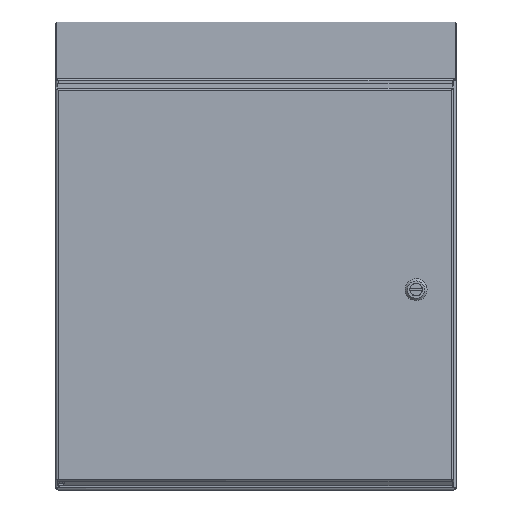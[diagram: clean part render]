
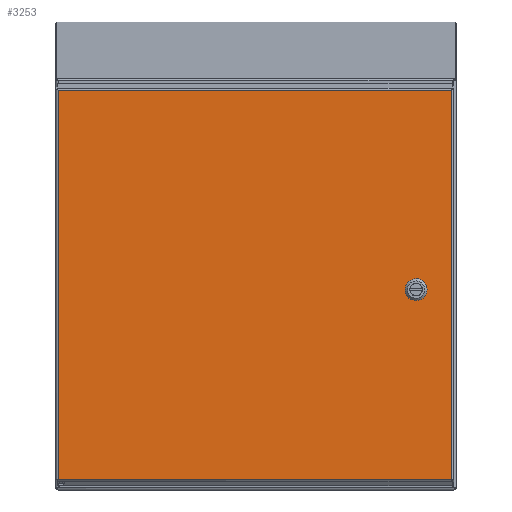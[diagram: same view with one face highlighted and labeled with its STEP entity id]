
A CAD part, top view. The second image highlights one B-rep face of the part: STEP entity #3253.
In plain terms, the highlighted planar face has unit normal (0, 0, 1).
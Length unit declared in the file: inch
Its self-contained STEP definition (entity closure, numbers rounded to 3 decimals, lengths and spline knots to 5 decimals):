
#385 = EDGE_LOOP ( 'NONE', ( #36509, #34289, #85723, #44627, #81746, #31907, #26636, #31228 ) ) ;
#589 = CARTESIAN_POINT ( 'NONE',  ( 9.77107, 8.30634, 8.8865 ) ) ;
#1586 = ORIENTED_EDGE ( 'NONE', *, *, #10480, .T. ) ;
#2958 = CARTESIAN_POINT ( 'NONE',  ( 7.78782, -1.26733, 8.8865 ) ) ;
#3253 = ADVANCED_FACE ( 'NONE', ( #48255, #55570 ), #40854, .T. ) ;
#3473 = CARTESIAN_POINT ( 'NONE',  ( 8.40082, -1.45327, 8.8865 ) ) ;
#5399 = CARTESIAN_POINT ( 'NONE',  ( 7.60182, -1.8804, 8.8865 ) ) ;
#5690 = CARTESIAN_POINT ( 'NONE',  ( -0.06118, -2.06633, 8.8865 ) ) ;
#6034 = EDGE_CURVE ( 'NONE', #68625, #85045, #54947, .T. ) ;
#6472 = CIRCLE ( 'NONE', #33730, 0.453 ) ;
#6507 = CARTESIAN_POINT ( 'NONE',  ( 8.00132, -1.66683, 8.8865 ) ) ;
#8364 = DIRECTION ( 'NONE',  ( -1., 0., 0. ) ) ;
#9170 = EDGE_CURVE ( 'NONE', #61708, #67643, #66040, .T. ) ;
#10480 = EDGE_CURVE ( 'NONE', #34162, #12883, #81116, .T. ) ;
#10787 = CARTESIAN_POINT ( 'NONE',  ( 7.60182, -1.41683, 8.8865 ) ) ;
#12655 = DIRECTION ( 'NONE',  ( -1., 0., 0. ) ) ;
#12883 = VERTEX_POINT ( 'NONE', #589 ) ;
#13848 = VERTEX_POINT ( 'NONE', #79482 ) ;
#15994 = CARTESIAN_POINT ( 'NONE',  ( 9.77107, -1.41683, 8.8865 ) ) ;
#18565 = CIRCLE ( 'NONE', #65023, 0.453 ) ;
#19567 = ORIENTED_EDGE ( 'NONE', *, *, #48805, .T. ) ;
#20200 = DIRECTION ( 'NONE',  ( 1., 0., 0. ) ) ;
#21394 = DIRECTION ( 'NONE',  ( -1., 0., 0. ) ) ;
#23261 = CIRCLE ( 'NONE', #27168, 0.453 ) ;
#23693 = DIRECTION ( 'NONE',  ( 0., -1., 0. ) ) ;
#23789 = VERTEX_POINT ( 'NONE', #5399 ) ;
#26109 = CARTESIAN_POINT ( 'NONE',  ( -0.06118, 8.30634, 8.8865 ) ) ;
#26214 = VECTOR ( 'NONE', #23693, 39.37008 ) ;
#26307 = VECTOR ( 'NONE', #41119, 39.37008 ) ;
#26636 = ORIENTED_EDGE ( 'NONE', *, *, #37389, .T. ) ;
#27168 = AXIS2_PLACEMENT_3D ( 'NONE', #6507, #47165, #12655 ) ;
#30535 = EDGE_CURVE ( 'NONE', #55629, #54816, #69984, .T. ) ;
#31228 = ORIENTED_EDGE ( 'NONE', *, *, #49000, .T. ) ;
#31871 = ORIENTED_EDGE ( 'NONE', *, *, #84609, .T. ) ;
#31907 = ORIENTED_EDGE ( 'NONE', *, *, #30535, .T. ) ;
#33730 = AXIS2_PLACEMENT_3D ( 'NONE', #66340, #65758, #86288 ) ;
#34162 = VERTEX_POINT ( 'NONE', #60771 ) ;
#34177 = CARTESIAN_POINT ( 'NONE',  ( 8.21488, -2.06633, 8.8865 ) ) ;
#34289 = ORIENTED_EDGE ( 'NONE', *, *, #9170, .T. ) ;
#34547 = LINE ( 'NONE', #34962, #64015 ) ;
#34962 = CARTESIAN_POINT ( 'NONE',  ( -0.06118, -11.14001, 8.8865 ) ) ;
#35075 = DIRECTION ( 'NONE',  ( 0., -1., 0. ) ) ;
#36509 = ORIENTED_EDGE ( 'NONE', *, *, #82537, .T. ) ;
#37297 = DIRECTION ( 'NONE',  ( 0., 1., 0. ) ) ;
#37389 = EDGE_CURVE ( 'NONE', #54816, #23789, #18565, .T. ) ;
#38756 = VECTOR ( 'NONE', #56143, 39.37008 ) ;
#38960 = LINE ( 'NONE', #42558, #26214 ) ;
#39209 = VECTOR ( 'NONE', #35075, 39.37008 ) ;
#40015 = LINE ( 'NONE', #26109, #26307 ) ;
#40854 = PLANE ( 'NONE',  #77773 ) ;
#41119 = DIRECTION ( 'NONE',  ( -1., 0., 0. ) ) ;
#41446 = CARTESIAN_POINT ( 'NONE',  ( -9.89343, 8.30634, 8.8865 ) ) ;
#41510 = CARTESIAN_POINT ( 'NONE',  ( 7.60182, -1.45327, 8.8865 ) ) ;
#42052 = DIRECTION ( 'NONE',  ( 1., 0., 0. ) ) ;
#42558 = CARTESIAN_POINT ( 'NONE',  ( 8.40082, -1.41683, 8.8865 ) ) ;
#43274 = VECTOR ( 'NONE', #37297, 39.37008 ) ;
#43525 = DIRECTION ( 'NONE',  ( 0., 1., 0. ) ) ;
#44627 = ORIENTED_EDGE ( 'NONE', *, *, #84894, .T. ) ;
#47165 = DIRECTION ( 'NONE',  ( 0., 0., -1. ) ) ;
#48212 = DIRECTION ( 'NONE',  ( 0., 0., 1. ) ) ;
#48255 = FACE_BOUND ( 'NONE', #385, .T. ) ;
#48558 = DIRECTION ( 'NONE',  ( 0., 0., -1. ) ) ;
#48805 = EDGE_CURVE ( 'NONE', #85045, #34162, #34547, .T. ) ;
#49000 = EDGE_CURVE ( 'NONE', #23789, #56064, #76427, .T. ) ;
#49209 = CIRCLE ( 'NONE', #77028, 0.453 ) ;
#52014 = DIRECTION ( 'NONE',  ( -1., 0., 0. ) ) ;
#54250 = EDGE_CURVE ( 'NONE', #13848, #55629, #23261, .T. ) ;
#54816 = VERTEX_POINT ( 'NONE', #61402 ) ;
#54947 = LINE ( 'NONE', #56232, #39209 ) ;
#55570 = FACE_OUTER_BOUND ( 'NONE', #84656, .T. ) ;
#55629 = VERTEX_POINT ( 'NONE', #34177 ) ;
#56064 = VERTEX_POINT ( 'NONE', #41510 ) ;
#56143 = DIRECTION ( 'NONE',  ( 1., 0., 0. ) ) ;
#56232 = CARTESIAN_POINT ( 'NONE',  ( -9.89343, -1.41683, 8.8865 ) ) ;
#58305 = EDGE_CURVE ( 'NONE', #67643, #78347, #6472, .T. ) ;
#59730 = VECTOR ( 'NONE', #43525, 39.37008 ) ;
#60481 = CARTESIAN_POINT ( 'NONE',  ( -9.89343, -11.14001, 8.8865 ) ) ;
#60771 = CARTESIAN_POINT ( 'NONE',  ( 9.77107, -11.14001, 8.8865 ) ) ;
#61402 = CARTESIAN_POINT ( 'NONE',  ( 7.78776, -2.06633, 8.8865 ) ) ;
#61708 = VERTEX_POINT ( 'NONE', #2958 ) ;
#64015 = VECTOR ( 'NONE', #42052, 39.37008 ) ;
#65023 = AXIS2_PLACEMENT_3D ( 'NONE', #75142, #68130, #8364 ) ;
#65758 = DIRECTION ( 'NONE',  ( 0., 0., -1. ) ) ;
#66040 = LINE ( 'NONE', #77269, #38756 ) ;
#66340 = CARTESIAN_POINT ( 'NONE',  ( 8.00129, -1.66679, 8.8865 ) ) ;
#66765 = ORIENTED_EDGE ( 'NONE', *, *, #6034, .T. ) ;
#67643 = VERTEX_POINT ( 'NONE', #75968 ) ;
#68130 = DIRECTION ( 'NONE',  ( 0., 0., -1. ) ) ;
#68625 = VERTEX_POINT ( 'NONE', #41446 ) ;
#69984 = LINE ( 'NONE', #5690, #72135 ) ;
#72135 = VECTOR ( 'NONE', #52014, 39.37008 ) ;
#75142 = CARTESIAN_POINT ( 'NONE',  ( 8.00132, -1.66683, 8.8865 ) ) ;
#75232 = CARTESIAN_POINT ( 'NONE',  ( 8.00129, -1.66688, 8.8865 ) ) ;
#75968 = CARTESIAN_POINT ( 'NONE',  ( 8.21494, -1.26733, 8.8865 ) ) ;
#76427 = LINE ( 'NONE', #10787, #59730 ) ;
#77028 = AXIS2_PLACEMENT_3D ( 'NONE', #75232, #48558, #21394 ) ;
#77269 = CARTESIAN_POINT ( 'NONE',  ( -0.06118, -1.26733, 8.8865 ) ) ;
#77773 = AXIS2_PLACEMENT_3D ( 'NONE', #81672, #48212, #20200 ) ;
#78347 = VERTEX_POINT ( 'NONE', #3473 ) ;
#79482 = CARTESIAN_POINT ( 'NONE',  ( 8.40082, -1.8804, 8.8865 ) ) ;
#81116 = LINE ( 'NONE', #15994, #43274 ) ;
#81672 = CARTESIAN_POINT ( 'NONE',  ( -0.06118, -1.41683, 8.8865 ) ) ;
#81746 = ORIENTED_EDGE ( 'NONE', *, *, #54250, .T. ) ;
#82537 = EDGE_CURVE ( 'NONE', #56064, #61708, #49209, .T. ) ;
#84609 = EDGE_CURVE ( 'NONE', #12883, #68625, #40015, .T. ) ;
#84656 = EDGE_LOOP ( 'NONE', ( #31871, #66765, #19567, #1586 ) ) ;
#84894 = EDGE_CURVE ( 'NONE', #78347, #13848, #38960, .T. ) ;
#85045 = VERTEX_POINT ( 'NONE', #60481 ) ;
#85723 = ORIENTED_EDGE ( 'NONE', *, *, #58305, .T. ) ;
#86288 = DIRECTION ( 'NONE',  ( -1., 0., 0. ) ) ;
